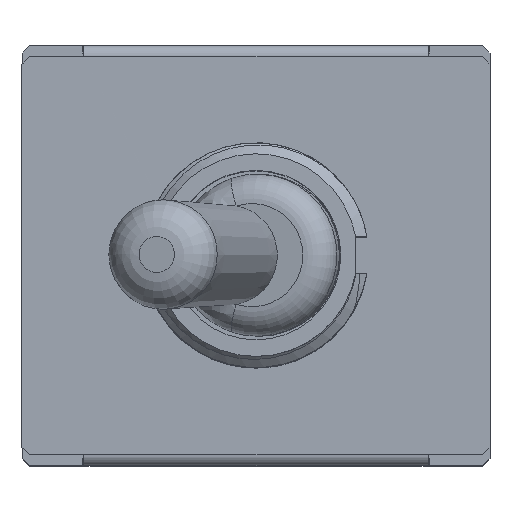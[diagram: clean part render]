
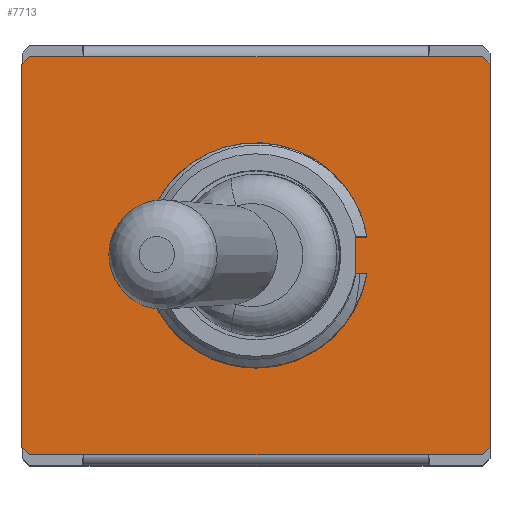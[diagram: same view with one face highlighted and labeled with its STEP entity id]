
A CAD part, top view. The second image highlights one B-rep face of the part: STEP entity #7713.
In plain terms, the highlighted planar face has unit normal (0, 0, 1).
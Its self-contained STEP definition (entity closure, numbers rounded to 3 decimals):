
#171=LINE('',#13577,#830);
#186=LINE('',#13748,#845);
#191=LINE('',#13787,#850);
#206=LINE('',#13952,#865);
#210=LINE('',#13961,#869);
#214=LINE('',#13970,#873);
#218=LINE('',#13979,#877);
#379=LINE('',#16331,#1038);
#392=LINE('',#16355,#1051);
#393=LINE('',#16357,#1052);
#395=LINE('',#16360,#1054);
#396=LINE('',#16361,#1055);
#397=LINE('',#16362,#1056);
#398=LINE('',#16363,#1057);
#399=LINE('',#16364,#1058);
#830=VECTOR('',#11762,1000.);
#845=VECTOR('',#11779,1000.);
#850=VECTOR('',#11786,1000.);
#865=VECTOR('',#11803,1000.);
#869=VECTOR('',#11809,1000.);
#873=VECTOR('',#11815,1000.);
#877=VECTOR('',#11821,1000.);
#1038=VECTOR('',#12312,1000.);
#1051=VECTOR('',#12335,1000.);
#1052=VECTOR('',#12338,1000.);
#1054=VECTOR('',#12342,1000.);
#1055=VECTOR('',#12343,1000.);
#1056=VECTOR('',#12344,1000.);
#1057=VECTOR('',#12345,1000.);
#1058=VECTOR('',#12346,1000.);
#1695=PLANE('',#11342);
#2151=B_SPLINE_CURVE_WITH_KNOTS('',3,(#16366,#16367,#16368,#16369),
 .UNSPECIFIED.,.F.,.F.,(4,4),(0.,1.),.UNSPECIFIED.);
#3048=ORIENTED_EDGE('',*,*,#5093,.F.);
#3049=ORIENTED_EDGE('',*,*,#4643,.F.);
#3050=ORIENTED_EDGE('',*,*,#5091,.F.);
#3051=ORIENTED_EDGE('',*,*,#5076,.F.);
#3052=ORIENTED_EDGE('',*,*,#5090,.F.);
#3053=ORIENTED_EDGE('',*,*,#4635,.F.);
#3054=ORIENTED_EDGE('',*,*,#5094,.F.);
#3055=ORIENTED_EDGE('',*,*,#4631,.F.);
#3056=ORIENTED_EDGE('',*,*,#5095,.F.);
#3057=ORIENTED_EDGE('',*,*,#5096,.T.);
#3058=ORIENTED_EDGE('',*,*,#5097,.F.);
#3059=ORIENTED_EDGE('',*,*,#4639,.F.);
#3060=ORIENTED_EDGE('',*,*,#5098,.T.);
#3061=ORIENTED_EDGE('',*,*,#4589,.F.);
#3062=ORIENTED_EDGE('',*,*,#4535,.T.);
#3063=ORIENTED_EDGE('',*,*,#4578,.T.);
#3064=ORIENTED_EDGE('',*,*,#5073,.T.);
#3065=ORIENTED_EDGE('',*,*,#5099,.T.);
#4535=EDGE_CURVE('',#5685,#5687,#171,.T.);
#4578=EDGE_CURVE('',#5687,#5730,#186,.T.);
#4589=EDGE_CURVE('',#5685,#5740,#191,.T.);
#4631=EDGE_CURVE('',#5781,#5782,#206,.T.);
#4635=EDGE_CURVE('',#5785,#5786,#210,.T.);
#4639=EDGE_CURVE('',#5789,#5790,#214,.T.);
#4643=EDGE_CURVE('',#5793,#5794,#218,.T.);
#5073=EDGE_CURVE('',#5730,#6102,#6430,.T.);
#5076=EDGE_CURVE('',#6105,#6106,#379,.T.);
#5090=EDGE_CURVE('',#5786,#6105,#392,.T.);
#5091=EDGE_CURVE('',#6106,#5793,#393,.T.);
#5093=EDGE_CURVE('',#5794,#5789,#395,.T.);
#5094=EDGE_CURVE('',#5782,#5785,#396,.T.);
#5095=EDGE_CURVE('',#5679,#5781,#397,.T.);
#5096=EDGE_CURVE('',#5679,#5675,#398,.T.);
#5097=EDGE_CURVE('',#5790,#5675,#399,.T.);
#5098=EDGE_CURVE('',#6098,#5740,#6434,.T.);
#5099=EDGE_CURVE('',#6102,#6098,#2151,.T.);
#5675=VERTEX_POINT('',#13550);
#5679=VERTEX_POINT('',#13559);
#5685=VERTEX_POINT('',#13572);
#5687=VERTEX_POINT('',#13576);
#5730=VERTEX_POINT('',#13747);
#5740=VERTEX_POINT('',#13788);
#5781=VERTEX_POINT('',#13953);
#5782=VERTEX_POINT('',#13954);
#5785=VERTEX_POINT('',#13962);
#5786=VERTEX_POINT('',#13963);
#5789=VERTEX_POINT('',#13971);
#5790=VERTEX_POINT('',#13972);
#5793=VERTEX_POINT('',#13980);
#5794=VERTEX_POINT('',#13981);
#6098=VERTEX_POINT('',#16066);
#6102=VERTEX_POINT('',#16322);
#6105=VERTEX_POINT('',#16330);
#6106=VERTEX_POINT('',#16332);
#6430=CIRCLE('',#11331,3.05);
#6434=CIRCLE('',#11343,3.05);
#6716=EDGE_LOOP('',(#3048,#3049,#3050,#3051,#3052,#3053,#3054,#3055,#3056,
#3057,#3058,#3059));
#6717=EDGE_LOOP('',(#3060,#3061,#3062,#3063,#3064,#3065));
#7223=FACE_BOUND('',#6716,.T.);
#7224=FACE_BOUND('',#6717,.T.);
#7713=ADVANCED_FACE('',(#7223,#7224),#1695,.F.);
#11331=AXIS2_PLACEMENT_3D('',#16323,#12302,#12303);
#11342=AXIS2_PLACEMENT_3D('',#16359,#12340,#12341);
#11343=AXIS2_PLACEMENT_3D('',#16365,#12347,#12348);
#11762=DIRECTION('',(0.,-1.,0.));
#11779=DIRECTION('',(1.,0.,0.));
#11786=DIRECTION('',(1.,0.,0.));
#11803=DIRECTION('',(-0.707,0.707,0.));
#11809=DIRECTION('',(0.707,0.707,0.));
#11815=DIRECTION('',(-0.707,-0.707,0.));
#11821=DIRECTION('',(0.707,-0.707,0.));
#12302=DIRECTION('',(0.,0.,-1.));
#12303=DIRECTION('',(1.,0.,0.));
#12312=DIRECTION('',(1.,0.,0.));
#12335=DIRECTION('',(1.,0.,0.));
#12338=DIRECTION('',(1.,0.,0.));
#12340=DIRECTION('',(0.,0.,-1.));
#12341=DIRECTION('',(-1.,0.,0.));
#12342=DIRECTION('',(0.,-1.,0.));
#12343=DIRECTION('',(0.,1.,0.));
#12344=DIRECTION('',(-1.,0.,0.));
#12345=DIRECTION('',(1.,0.,0.));
#12346=DIRECTION('',(-1.,0.,0.));
#12347=DIRECTION('',(0.,0.,-1.));
#12348=DIRECTION('',(1.,0.,0.));
#13550=CARTESIAN_POINT('',(4.675,-5.4,4.5));
#13559=CARTESIAN_POINT('',(-4.675,-5.4,4.5));
#13572=CARTESIAN_POINT('',(2.7,0.5,4.5));
#13576=CARTESIAN_POINT('',(2.7,-0.5,4.5));
#13577=CARTESIAN_POINT('',(2.7,0.5,4.5));
#13747=CARTESIAN_POINT('',(3.009,-0.5,4.5));
#13748=CARTESIAN_POINT('',(2.7,-0.5,4.5));
#13787=CARTESIAN_POINT('',(2.7,0.5,4.5));
#13788=CARTESIAN_POINT('',(3.009,0.5,4.5));
#13952=CARTESIAN_POINT('',(-6.15,-5.4,4.5));
#13953=CARTESIAN_POINT('',(-6.15,-5.4,4.5));
#13954=CARTESIAN_POINT('',(-6.35,-5.2,4.5));
#13961=CARTESIAN_POINT('',(-6.35,5.2,4.5));
#13962=CARTESIAN_POINT('',(-6.35,5.2,4.5));
#13963=CARTESIAN_POINT('',(-6.15,5.4,4.5));
#13970=CARTESIAN_POINT('',(6.35,-5.2,4.5));
#13971=CARTESIAN_POINT('',(6.35,-5.2,4.5));
#13972=CARTESIAN_POINT('',(6.15,-5.4,4.5));
#13979=CARTESIAN_POINT('',(6.15,5.4,4.5));
#13980=CARTESIAN_POINT('',(6.15,5.4,4.5));
#13981=CARTESIAN_POINT('',(6.35,5.2,4.5));
#16066=CARTESIAN_POINT('',(-2.641,1.525,4.5));
#16322=CARTESIAN_POINT('',(-2.646,1.517,4.5));
#16323=CARTESIAN_POINT('',(0.,0.,4.5));
#16330=CARTESIAN_POINT('',(-4.675,5.4,4.5));
#16331=CARTESIAN_POINT('',(-6.35,5.4,4.5));
#16332=CARTESIAN_POINT('',(4.675,5.4,4.5));
#16355=CARTESIAN_POINT('',(-6.35,5.4,4.5));
#16357=CARTESIAN_POINT('',(-6.35,5.4,4.5));
#16359=CARTESIAN_POINT('',(0.,0.,4.5));
#16360=CARTESIAN_POINT('',(6.35,5.4,4.5));
#16361=CARTESIAN_POINT('',(-6.35,-5.4,4.5));
#16362=CARTESIAN_POINT('',(6.35,-5.4,4.5));
#16363=CARTESIAN_POINT('',(-4.675,-5.4,4.5));
#16364=CARTESIAN_POINT('',(6.35,-5.4,4.5));
#16365=CARTESIAN_POINT('',(0.,0.,4.5));
#16366=CARTESIAN_POINT('',(-2.646,1.517,4.5));
#16367=CARTESIAN_POINT('',(-2.644,1.52,4.5));
#16368=CARTESIAN_POINT('',(-2.643,1.522,4.5));
#16369=CARTESIAN_POINT('',(-2.641,1.525,4.5));
